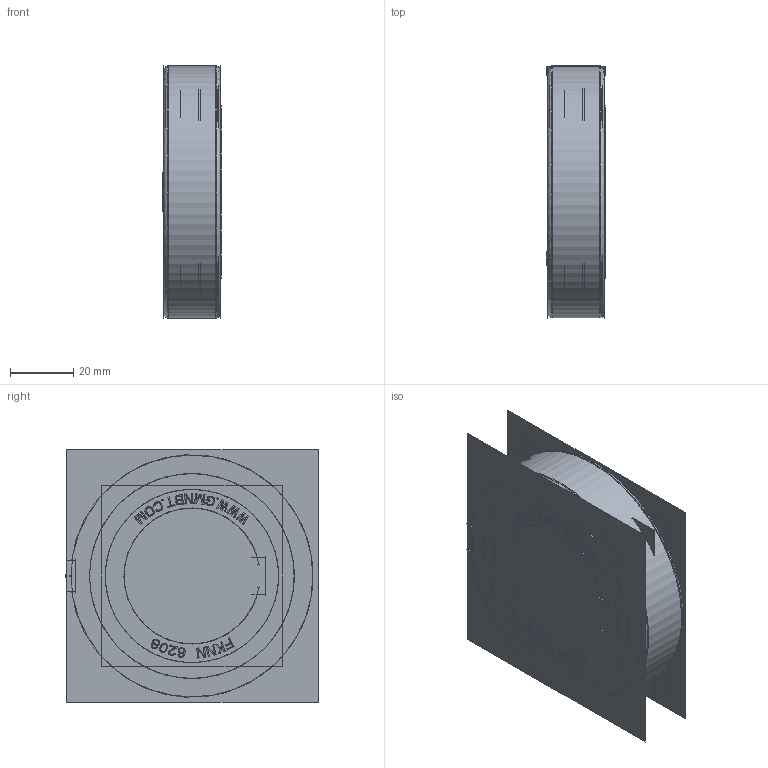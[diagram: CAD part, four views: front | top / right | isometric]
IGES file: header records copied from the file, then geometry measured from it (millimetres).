
Start section:  PTC IGES file: fknn6208.igs
Global section: file name: fknn6208.igs; native system: Creo Parametric by Parametric Technology Corporation; preprocessor: 2013150; author: sales 4; organization: Unknown; date: 20140325.121748; units: millimetre
Bounding box: 18.72 x 80.03 x 80.13 mm (x, y, z)
Volume: 58547.7 mm3; surface area: 355247.2 mm2
Topology: 64 solids, 64 shells, 5448 faces, 29168 edges, 36888 vertices
Faces by surface type: bspline 2748, revolution 2700
